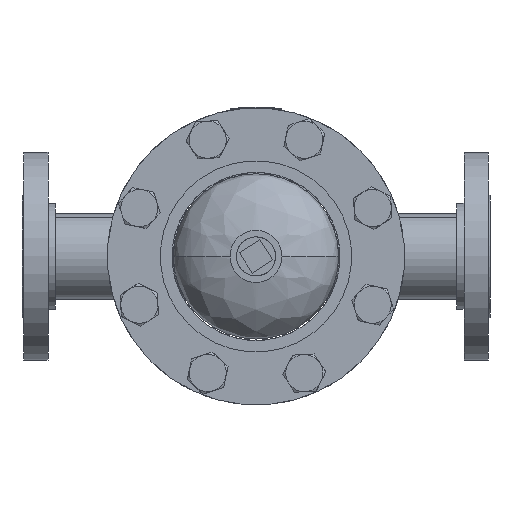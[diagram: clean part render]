
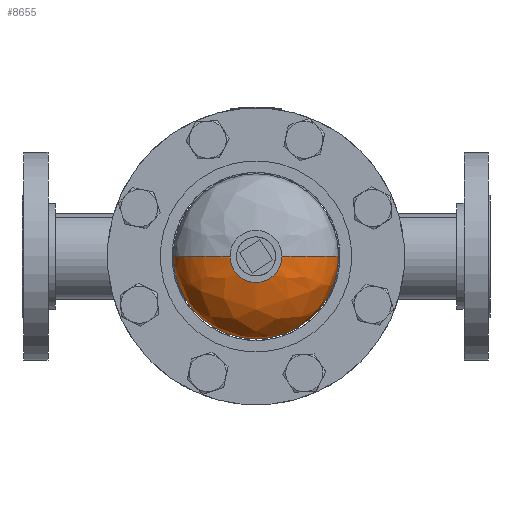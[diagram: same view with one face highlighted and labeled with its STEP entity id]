
A CAD part, front view. The second image highlights one B-rep face of the part: STEP entity #8655.
In plain terms, the highlighted free-form (B-spline) face has degree [3, 3] with [4, 4] control points.
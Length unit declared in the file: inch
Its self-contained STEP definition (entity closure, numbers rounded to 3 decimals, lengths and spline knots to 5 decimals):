
#96 = CARTESIAN_POINT ( 'NONE',  ( 0.75, 2.94371, 1.5 ) ) ;
#241 = CARTESIAN_POINT ( 'NONE',  ( 0.75, 2.94371, 0. ) ) ;
#835 = CARTESIAN_POINT ( 'NONE',  ( 0., 2.94371, 0. ) ) ;
#894 = CARTESIAN_POINT ( 'NONE',  ( -0.75, 2.94371, 0. ) ) ;
#916 = CIRCLE ( 'NONE', #1673, 0.75 ) ;
#982 = CARTESIAN_POINT ( 'NONE',  ( 2.78125, 1.48038, 5.5625 ) ) ;
#1017 = DIRECTION ( 'NONE',  ( 0., -1., 0. ) ) ;
#1469 = ORIENTED_EDGE ( 'NONE', *, *, #2661, .F. ) ;
#1673 = AXIS2_PLACEMENT_3D ( 'NONE', #835, #8916, #6146 ) ;
#1996 = VERTEX_POINT ( 'NONE', #6260 ) ;
#2041 = CARTESIAN_POINT ( 'NONE',  ( -1.99805, 2.75274, 0. ) ) ;
#2050 = EDGE_CURVE ( 'NONE', #2677, #9231, #2660, .T. ) ;
#2118 = CARTESIAN_POINT ( 'NONE',  ( 1.99805, 2.75274, 0. ) ) ;
#2609 = CARTESIAN_POINT ( 'NONE',  ( -1.99805, 2.75274, 0. ) ) ;
#2660 =( BOUNDED_CURVE ( )  B_SPLINE_CURVE ( 3, ( #4548, #2118, #9211, #10982 ),
 .UNSPECIFIED., .F., .F. ) 
 B_SPLINE_CURVE_WITH_KNOTS ( ( 4, 4 ),
 ( 4.98543, 6.28319 ),
 .UNSPECIFIED. ) 
 CURVE ( )  GEOMETRIC_REPRESENTATION_ITEM ( )  RATIONAL_B_SPLINE_CURVE ( ( 1., 0.865, 0.865, 1. ) ) 
 REPRESENTATION_ITEM ( '' )  );
#2661 = EDGE_CURVE ( 'NONE', #7676, #4749, #6668, .T. ) ;
#2677 = VERTEX_POINT ( 'NONE', #241 ) ;
#2756 = CARTESIAN_POINT ( 'NONE',  ( -2.78125, 2.18852, 5.5625 ) ) ;
#2820 = CARTESIAN_POINT ( 'NONE',  ( -0.75, 2.94371, 1.5 ) ) ;
#2934 = CARTESIAN_POINT ( 'NONE',  ( 2.78125, 2.18852, 5.5625 ) ) ;
#3284 = ORIENTED_EDGE ( 'NONE', *, *, #2050, .F. ) ;
#3376 = CIRCLE ( 'NONE', #9403, 2.78125 ) ;
#3646 = CARTESIAN_POINT ( 'NONE',  ( -2.78125, 1.48038, 5.5625 ) ) ;
#3779 = AXIS2_PLACEMENT_3D ( 'NONE', #6816, #5880, #10441 ) ;
#3880 = CARTESIAN_POINT ( 'NONE',  ( 1.99805, 2.75274, 0. ) ) ;
#4010 = EDGE_LOOP ( 'NONE', ( #4503, #6535, #1469, #9044, #3284, #9540 ) ) ;
#4152 = EDGE_CURVE ( 'NONE', #9231, #7676, #3376, .T. ) ;
#4496 = EDGE_CURVE ( 'NONE', #2677, #1996, #916, .T. ) ;
#4503 = ORIENTED_EDGE ( 'NONE', *, *, #7276, .T. ) ;
#4526 = FACE_OUTER_BOUND ( 'NONE', #4010, .T. ) ;
#4548 = CARTESIAN_POINT ( 'NONE',  ( 0.75, 2.94371, 0. ) ) ;
#4551 = CARTESIAN_POINT ( 'NONE',  ( -2.78125, 1.48038, 0. ) ) ;
#4705 = CARTESIAN_POINT ( 'NONE',  ( -2.78125, 1.48038, 0. ) ) ;
#4749 = VERTEX_POINT ( 'NONE', #7204 ) ;
#4798 = CARTESIAN_POINT ( 'NONE',  ( 0., 1.48038, 0. ) ) ;
#5079 =( BOUNDED_CURVE ( )  B_SPLINE_CURVE ( 3, ( #894, #2609, #6207, #4551 ),
 .UNSPECIFIED., .F., .F. ) 
 B_SPLINE_CURVE_WITH_KNOTS ( ( 4, 4 ),
 ( 4.98543, 6.28319 ),
 .UNSPECIFIED. ) 
 CURVE ( )  GEOMETRIC_REPRESENTATION_ITEM ( )  RATIONAL_B_SPLINE_CURVE ( ( 1., 0.865, 0.865, 1. ) ) 
 REPRESENTATION_ITEM ( '' )  );
#5341 = DIRECTION ( 'NONE',  ( 0., 0., -1. ) ) ;
#5526 = CARTESIAN_POINT ( 'NONE',  ( 2.78125, 2.18852, 0. ) ) ;
#5584 = CARTESIAN_POINT ( 'NONE',  ( 0.75, 2.94371, 0. ) ) ;
#5880 = DIRECTION ( 'NONE',  ( 0., -1., 0. ) ) ;
#6146 = DIRECTION ( 'NONE',  ( 0., 0., -1. ) ) ;
#6207 = CARTESIAN_POINT ( 'NONE',  ( -2.78125, 2.18852, 0. ) ) ;
#6216 = CARTESIAN_POINT ( 'NONE',  ( 0., 1.48038, 0. ) ) ;
#6260 = CARTESIAN_POINT ( 'NONE',  ( 0., 2.94371, 0.75 ) ) ;
#6535 = ORIENTED_EDGE ( 'NONE', *, *, #7701, .T. ) ;
#6592 = CIRCLE ( 'NONE', #3779, 0.75 ) ;
#6668 = CIRCLE ( 'NONE', #8167, 2.78125 ) ;
#6816 = CARTESIAN_POINT ( 'NONE',  ( 0., 2.94371, 0. ) ) ;
#7204 = CARTESIAN_POINT ( 'NONE',  ( -2.78125, 1.48038, 0. ) ) ;
#7276 = EDGE_CURVE ( 'NONE', #1996, #9957, #6592, .T. ) ;
#7321 = DIRECTION ( 'NONE',  ( 0., 0., -1. ) ) ;
#7341 = CARTESIAN_POINT ( 'NONE',  ( 1.99805, 2.75274, 3.9961 ) ) ;
#7676 = VERTEX_POINT ( 'NONE', #10877 ) ;
#7701 = EDGE_CURVE ( 'NONE', #9957, #4749, #5079, .T. ) ;
#8167 = AXIS2_PLACEMENT_3D ( 'NONE', #4798, #1017, #7321 ) ;
#8348 = CARTESIAN_POINT ( 'NONE',  ( -2.78125, 2.18852, 0. ) ) ;
#8351 = CARTESIAN_POINT ( 'NONE',  ( -0.75, 2.94371, 0. ) ) ;
#8655 = ADVANCED_FACE ( 'NONE', ( #4526 ), #8690, .F. ) ;
#8690 =( BOUNDED_SURFACE ( )  B_SPLINE_SURFACE ( 3, 3, ( 
 ( #5584, #96, #2820, #10130 ),
 ( #3880, #7341, #10016, #2041 ),
 ( #5526, #2934, #2756, #8348 ),
 ( #9068, #982, #3646, #4705 ) ),
 .UNSPECIFIED., .F., .F., .T. ) 
 B_SPLINE_SURFACE_WITH_KNOTS ( ( 4, 4 ),
 ( 4, 4 ),
 ( 0., 1. ),
 ( 0., 1. ),
 .UNSPECIFIED. ) 
 GEOMETRIC_REPRESENTATION_ITEM ( )  RATIONAL_B_SPLINE_SURFACE ( (
 ( 1., 0.333, 0.333, 1.),
 ( 0.865, 0.288, 0.288, 0.865),
 ( 0.865, 0.288, 0.288, 0.865),
 ( 1., 0.333, 0.333, 1.) ) ) 
 REPRESENTATION_ITEM ( '' )  SURFACE ( )  );
#8916 = DIRECTION ( 'NONE',  ( 0., -1., 0. ) ) ;
#9044 = ORIENTED_EDGE ( 'NONE', *, *, #4152, .F. ) ;
#9068 = CARTESIAN_POINT ( 'NONE',  ( 2.78125, 1.48038, 0. ) ) ;
#9211 = CARTESIAN_POINT ( 'NONE',  ( 2.78125, 2.18852, 0. ) ) ;
#9231 = VERTEX_POINT ( 'NONE', #9264 ) ;
#9264 = CARTESIAN_POINT ( 'NONE',  ( 2.78125, 1.48038, 0. ) ) ;
#9403 = AXIS2_PLACEMENT_3D ( 'NONE', #6216, #11656, #5341 ) ;
#9540 = ORIENTED_EDGE ( 'NONE', *, *, #4496, .T. ) ;
#9957 = VERTEX_POINT ( 'NONE', #8351 ) ;
#10016 = CARTESIAN_POINT ( 'NONE',  ( -1.99805, 2.75274, 3.9961 ) ) ;
#10130 = CARTESIAN_POINT ( 'NONE',  ( -0.75, 2.94371, 0. ) ) ;
#10441 = DIRECTION ( 'NONE',  ( 0., 0., -1. ) ) ;
#10877 = CARTESIAN_POINT ( 'NONE',  ( 0., 1.48038, 2.78125 ) ) ;
#10982 = CARTESIAN_POINT ( 'NONE',  ( 2.78125, 1.48038, 0. ) ) ;
#11656 = DIRECTION ( 'NONE',  ( 0., -1., 0. ) ) ;
